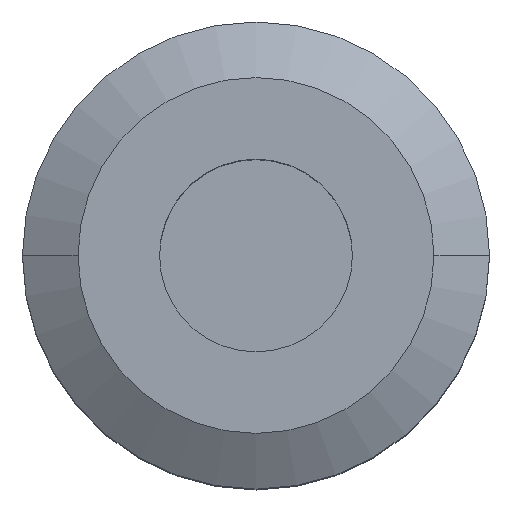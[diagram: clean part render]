
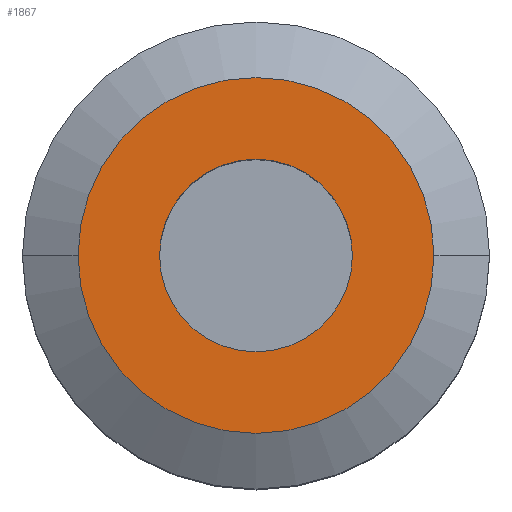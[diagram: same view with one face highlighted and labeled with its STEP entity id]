
A CAD part, top view. The second image highlights one B-rep face of the part: STEP entity #1867.
In plain terms, the highlighted planar face has unit normal (0, 0, 1).
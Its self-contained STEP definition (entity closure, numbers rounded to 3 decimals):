
#1 = AXIS2_PLACEMENT_3D ( 'NONE', #781, #1897, #923 ) ;
#48 = CIRCLE ( 'NONE', #1, 13. ) ;
#62 = ORIENTED_EDGE ( 'NONE', *, *, #1905, .T. ) ;
#93 = AXIS2_PLACEMENT_3D ( 'NONE', #1054, #488, #1526 ) ;
#111 = CIRCLE ( 'NONE', #762, 13. ) ;
#241 = CARTESIAN_POINT ( 'NONE',  ( 24., 0., 75. ) ) ;
#255 = CARTESIAN_POINT ( 'NONE',  ( 13., 0., 75. ) ) ;
#299 = AXIS2_PLACEMENT_3D ( 'NONE', #435, #592, #729 ) ;
#301 = ORIENTED_EDGE ( 'NONE', *, *, #1681, .T. ) ;
#330 = CARTESIAN_POINT ( 'NONE',  ( -24., 0., 75. ) ) ;
#334 = PLANE ( 'NONE',  #93 ) ;
#400 = DIRECTION ( 'NONE',  ( -1., 0., 0. ) ) ;
#435 = CARTESIAN_POINT ( 'NONE',  ( 0., 0., 75. ) ) ;
#488 = DIRECTION ( 'NONE',  ( 0., 0., 1. ) ) ;
#553 = EDGE_LOOP ( 'NONE', ( #895, #574 ) ) ;
#574 = ORIENTED_EDGE ( 'NONE', *, *, #1790, .F. ) ;
#592 = DIRECTION ( 'NONE',  ( 0., 0., -1. ) ) ;
#729 = DIRECTION ( 'NONE',  ( -1., 0., 0. ) ) ;
#762 = AXIS2_PLACEMENT_3D ( 'NONE', #971, #1129, #400 ) ;
#781 = CARTESIAN_POINT ( 'NONE',  ( 0., 0., 75. ) ) ;
#805 = VERTEX_POINT ( 'NONE', #330 ) ;
#844 = CARTESIAN_POINT ( 'NONE',  ( -13., 0., 75. ) ) ;
#851 = FACE_BOUND ( 'NONE', #1111, .T. ) ;
#895 = ORIENTED_EDGE ( 'NONE', *, *, #1066, .F. ) ;
#923 = DIRECTION ( 'NONE',  ( -1., 0., 0. ) ) ;
#971 = CARTESIAN_POINT ( 'NONE',  ( 0., 0., 75. ) ) ;
#1054 = CARTESIAN_POINT ( 'NONE',  ( 0., 24., 75. ) ) ;
#1066 = EDGE_CURVE ( 'NONE', #805, #1591, #1642, .T. ) ;
#1111 = EDGE_LOOP ( 'NONE', ( #62, #301 ) ) ;
#1129 = DIRECTION ( 'NONE',  ( 0., 0., -1. ) ) ;
#1343 = VERTEX_POINT ( 'NONE', #844 ) ;
#1429 = AXIS2_PLACEMENT_3D ( 'NONE', #1726, #1701, #1709 ) ;
#1526 = DIRECTION ( 'NONE',  ( 1., 0., 0. ) ) ;
#1591 = VERTEX_POINT ( 'NONE', #241 ) ;
#1638 = VERTEX_POINT ( 'NONE', #255 ) ;
#1642 = CIRCLE ( 'NONE', #1429, 24. ) ;
#1681 = EDGE_CURVE ( 'NONE', #1638, #1343, #111, .T. ) ;
#1701 = DIRECTION ( 'NONE',  ( 0., 0., -1. ) ) ;
#1705 = FACE_OUTER_BOUND ( 'NONE', #553, .T. ) ;
#1709 = DIRECTION ( 'NONE',  ( -1., 0., 0. ) ) ;
#1726 = CARTESIAN_POINT ( 'NONE',  ( 0., 0., 75. ) ) ;
#1790 = EDGE_CURVE ( 'NONE', #1591, #805, #1952, .T. ) ;
#1867 = ADVANCED_FACE ( 'NONE', ( #851, #1705 ), #334, .T. ) ;
#1897 = DIRECTION ( 'NONE',  ( 0., 0., -1. ) ) ;
#1905 = EDGE_CURVE ( 'NONE', #1343, #1638, #48, .T. ) ;
#1952 = CIRCLE ( 'NONE', #299, 24. ) ;
